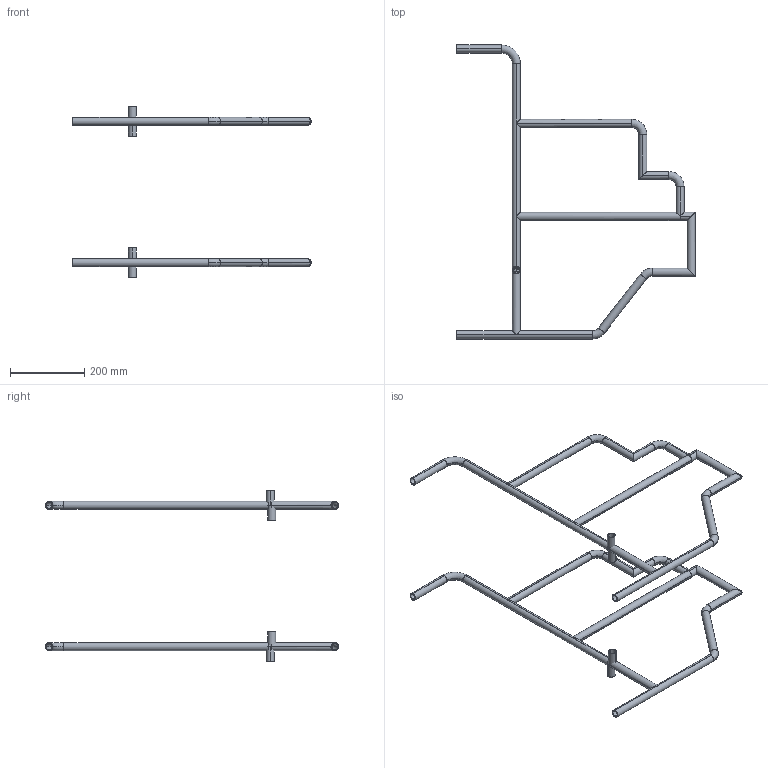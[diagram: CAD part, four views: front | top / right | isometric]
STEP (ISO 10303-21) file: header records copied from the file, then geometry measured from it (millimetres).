
FILE_DESCRIPTION (( 'STEP AP214' ), '1' );
FILE_NAME ('m4side.STEP', '2022-08-10T02:28:05', ( '' ), ( '' ), 'SwSTEP 2.0', 'SolidWorks 2022', '' );
FILE_SCHEMA (( 'AUTOMOTIVE_DESIGN' ));
Length unit declared in the file: centimetre
Products named in the file (1): m4side
Bounding box: 640.65 x 789.59 x 460 mm (x, y, z)
Volume: 808727.8 mm3; surface area: 716337.4 mm2
Topology: 41 solids, 41 shells, 256 faces, 536 edges, 360 vertices
Faces by surface type: cylinder 142, plane 74, torus 40
Entity records: 8878 total; most frequent: CARTESIAN_POINT 2741, DIRECTION 1226, ORIENTED_EDGE 1072, AXIS2_PLACEMENT_3D 545, EDGE_CURVE 536, VERTEX_POINT 360, EDGE_LOOP 344, CIRCLE 288
